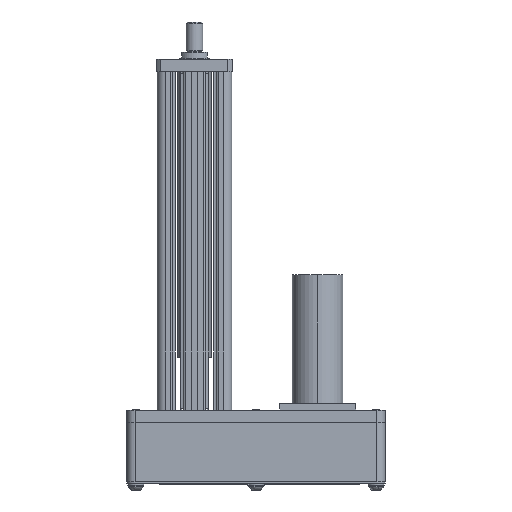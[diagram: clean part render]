
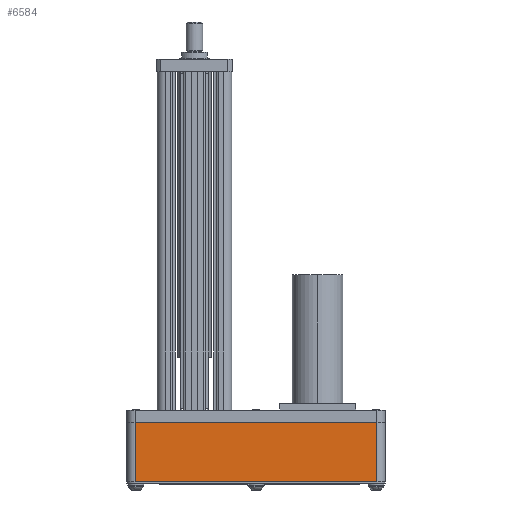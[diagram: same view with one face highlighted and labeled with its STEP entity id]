
A CAD part, left-side view. The second image highlights one B-rep face of the part: STEP entity #6584.
In plain terms, the highlighted planar face has unit normal (-1, 0, 0).
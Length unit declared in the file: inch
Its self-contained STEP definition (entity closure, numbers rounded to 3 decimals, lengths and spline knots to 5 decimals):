
#6476 = VERTEX_POINT ( 'NONE', #19789 ) ;
#6523 = VERTEX_POINT ( 'NONE', #19827 ) ;
#6540 = EDGE_CURVE ( 'NONE', #6541, #6476, #19859, .T. ) ;
#6541 = VERTEX_POINT ( 'NONE', #19855 ) ;
#6583 = EDGE_CURVE ( 'NONE', #6523, #6541, #19978, .T. ) ;
#6584 = ADVANCED_FACE ( 'NONE', ( #19974 ), #19973, .F. ) ;
#6585 = EDGE_LOOP ( 'NONE', ( #6586, #6589, #6590, #6591 ) ) ;
#6586 = ORIENTED_EDGE ( 'NONE', *, *, #6587, .F. ) ;
#6587 = EDGE_CURVE ( 'NONE', #6523, #6588, #19968, .T. ) ;
#6588 = VERTEX_POINT ( 'NONE', #19964 ) ;
#6589 = ORIENTED_EDGE ( 'NONE', *, *, #6583, .T. ) ;
#6590 = ORIENTED_EDGE ( 'NONE', *, *, #6540, .T. ) ;
#6591 = ORIENTED_EDGE ( 'NONE', *, *, #6641, .T. ) ;
#6641 = EDGE_CURVE ( 'NONE', #6476, #6588, #20059, .T. ) ;
#19789 = CARTESIAN_POINT ( 'NONE',  ( -2.00019, -5.39196, -7.16725 ) ) ;
#19827 = CARTESIAN_POINT ( 'NONE',  ( -2.00019, 1.75004, -5.41725 ) ) ;
#19855 = CARTESIAN_POINT ( 'NONE',  ( -2.00019, 1.75004, -7.16725 ) ) ;
#19856 = DIRECTION ( 'NONE',  ( 0., -1., 0. ) ) ;
#19857 = VECTOR ( 'NONE', #19856, 39.37008 ) ;
#19858 = CARTESIAN_POINT ( 'NONE',  ( -2.00019, 2.00004, -7.16725 ) ) ;
#19859 = LINE ( 'NONE', #19858, #19857 ) ;
#19964 = CARTESIAN_POINT ( 'NONE',  ( -2.00019, -5.39196, -5.41725 ) ) ;
#19965 = DIRECTION ( 'NONE',  ( 0., -1., 0. ) ) ;
#19966 = VECTOR ( 'NONE', #19965, 39.37008 ) ;
#19967 = CARTESIAN_POINT ( 'NONE',  ( -2.00019, 2.00004, -5.41725 ) ) ;
#19968 = LINE ( 'NONE', #19967, #19966 ) ;
#19969 = DIRECTION ( 'NONE',  ( 0., 0., 1. ) ) ;
#19970 = DIRECTION ( 'NONE',  ( 1., 0., 0. ) ) ;
#19971 = CARTESIAN_POINT ( 'NONE',  ( -2.00019, 2.00004, -5.41725 ) ) ;
#19972 = AXIS2_PLACEMENT_3D ( 'NONE', #19971, #19970, #19969 ) ;
#19973 = PLANE ( 'NONE',  #19972 ) ;
#19974 = FACE_OUTER_BOUND ( 'NONE', #6585, .T. ) ;
#19975 = DIRECTION ( 'NONE',  ( 0., 0., -1. ) ) ;
#19976 = VECTOR ( 'NONE', #19975, 39.37008 ) ;
#19977 = CARTESIAN_POINT ( 'NONE',  ( -2.00019, 1.75004, -5.41725 ) ) ;
#19978 = LINE ( 'NONE', #19977, #19976 ) ;
#20056 = DIRECTION ( 'NONE',  ( 0., 0., 1. ) ) ;
#20057 = VECTOR ( 'NONE', #20056, 39.37008 ) ;
#20058 = CARTESIAN_POINT ( 'NONE',  ( -2.00019, -5.39196, -5.41725 ) ) ;
#20059 = LINE ( 'NONE', #20058, #20057 ) ;
